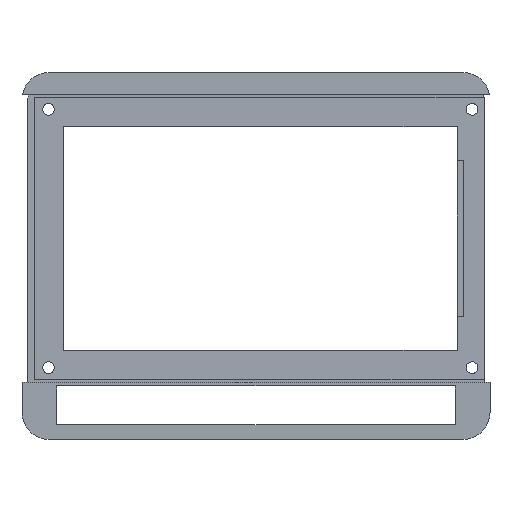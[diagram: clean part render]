
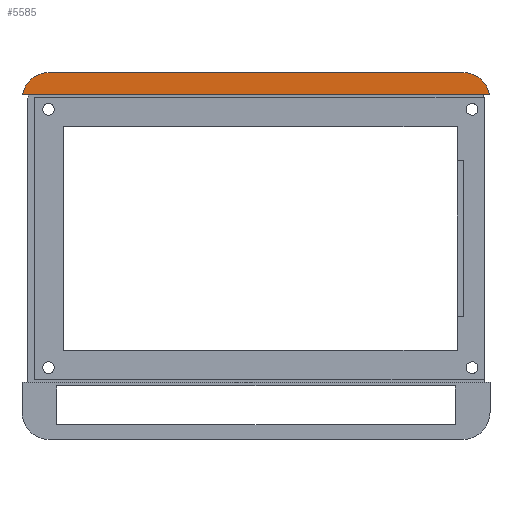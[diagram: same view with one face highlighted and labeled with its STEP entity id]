
A CAD part, top view. The second image highlights one B-rep face of the part: STEP entity #5585.
In plain terms, the highlighted planar face has unit normal (0, 0, 1).
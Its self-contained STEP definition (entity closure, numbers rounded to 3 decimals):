
#1946 = PLANE('',#1947);
#1947 = AXIS2_PLACEMENT_3D('',#1948,#1949,#1950);
#1948 = CARTESIAN_POINT('',(130.7,83.025,5.6));
#1949 = DIRECTION('',(0.,1.,-0.));
#1950 = DIRECTION('',(-1.,0.,0.));
#4465 = EDGE_CURVE('',#4466,#4468,#4470,.T.);
#4466 = VERTEX_POINT('',#4467);
#4467 = CARTESIAN_POINT('',(120.27,83.025,5.6));
#4468 = VERTEX_POINT('',#4469);
#4469 = CARTESIAN_POINT('',(-120.27,83.025,5.6));
#4470 = SURFACE_CURVE('',#4471,(#4475,#4482),.PCURVE_S1.);
#4471 = LINE('',#4472,#4473);
#4472 = CARTESIAN_POINT('',(130.7,83.025,5.6));
#4473 = VECTOR('',#4474,1.);
#4474 = DIRECTION('',(-1.,0.,0.));
#4475 = PCURVE('',#1946,#4476);
#4476 = DEFINITIONAL_REPRESENTATION('',(#4477),#4481);
#4477 = LINE('',#4478,#4479);
#4478 = CARTESIAN_POINT('',(0.,0.));
#4479 = VECTOR('',#4480,1.);
#4480 = DIRECTION('',(1.,0.));
#4481 = ( GEOMETRIC_REPRESENTATION_CONTEXT(2) 
PARAMETRIC_REPRESENTATION_CONTEXT() REPRESENTATION_CONTEXT('2D SPACE',''
  ) );
#4482 = PCURVE('',#4483,#4488);
#4483 = PLANE('',#4484);
#4484 = AXIS2_PLACEMENT_3D('',#4485,#4486,#4487);
#4485 = CARTESIAN_POINT('',(-120.5,-94.5,5.6));
#4486 = DIRECTION('',(0.,0.,1.));
#4487 = DIRECTION('',(1.,0.,0.));
#4488 = DEFINITIONAL_REPRESENTATION('',(#4489),#4493);
#4489 = LINE('',#4490,#4491);
#4490 = CARTESIAN_POINT('',(251.2,177.525));
#4491 = VECTOR('',#4492,1.);
#4492 = DIRECTION('',(-1.,0.));
#4493 = ( GEOMETRIC_REPRESENTATION_CONTEXT(2) 
PARAMETRIC_REPRESENTATION_CONTEXT() REPRESENTATION_CONTEXT('2D SPACE',''
  ) );
#4510 = CYLINDRICAL_SURFACE('',#4511,14.);
#4511 = AXIS2_PLACEMENT_3D('',#4512,#4513,#4514);
#4512 = CARTESIAN_POINT('',(106.5,80.5,4.1));
#4513 = DIRECTION('',(0.,0.,1.));
#4514 = DIRECTION('',(0.,1.,0.));
#4579 = CYLINDRICAL_SURFACE('',#4580,14.);
#4580 = AXIS2_PLACEMENT_3D('',#4581,#4582,#4583);
#4581 = CARTESIAN_POINT('',(-106.5,80.5,4.1));
#4582 = DIRECTION('',(0.,0.,1.));
#4583 = DIRECTION('',(-1.,-0.,0.));
#5449 = PLANE('',#5450);
#5450 = AXIS2_PLACEMENT_3D('',#5451,#5452,#5453);
#5451 = CARTESIAN_POINT('',(-120.5,94.5,4.1));
#5452 = DIRECTION('',(0.,1.,0.));
#5453 = DIRECTION('',(0.,0.,1.));
#5585 = ADVANCED_FACE('',(#5586),#4483,.T.);
#5586 = FACE_BOUND('',#5587,.T.);
#5587 = EDGE_LOOP('',(#5588,#5616,#5617,#5645));
#5588 = ORIENTED_EDGE('',*,*,#5589,.F.);
#5589 = EDGE_CURVE('',#4468,#5590,#5592,.T.);
#5590 = VERTEX_POINT('',#5591);
#5591 = CARTESIAN_POINT('',(-106.5,94.5,5.6));
#5592 = SURFACE_CURVE('',#5593,(#5598,#5609),.PCURVE_S1.);
#5593 = CIRCLE('',#5594,14.);
#5594 = AXIS2_PLACEMENT_3D('',#5595,#5596,#5597);
#5595 = CARTESIAN_POINT('',(-106.5,80.5,5.6));
#5596 = DIRECTION('',(-0.,-0.,-1.));
#5597 = DIRECTION('',(0.,-1.,0.));
#5598 = PCURVE('',#4483,#5599);
#5599 = DEFINITIONAL_REPRESENTATION('',(#5600),#5608);
#5600 = ( BOUNDED_CURVE() B_SPLINE_CURVE(2,(#5601,#5602,#5603,#5604,
#5605,#5606,#5607),.UNSPECIFIED.,.T.,.F.) B_SPLINE_CURVE_WITH_KNOTS((1,2
    ,2,2,2,1),(-2.094,0.,2.094,4.189,
6.283,8.378),.UNSPECIFIED.) CURVE() 
GEOMETRIC_REPRESENTATION_ITEM() RATIONAL_B_SPLINE_CURVE((1.,0.5,1.,0.5,
1.,0.5,1.)) REPRESENTATION_ITEM('') );
#5601 = CARTESIAN_POINT('',(14.,161.));
#5602 = CARTESIAN_POINT('',(-10.249,161.));
#5603 = CARTESIAN_POINT('',(1.876,182.));
#5604 = CARTESIAN_POINT('',(14.,203.));
#5605 = CARTESIAN_POINT('',(26.124,182.));
#5606 = CARTESIAN_POINT('',(38.249,161.));
#5607 = CARTESIAN_POINT('',(14.,161.));
#5608 = ( GEOMETRIC_REPRESENTATION_CONTEXT(2) 
PARAMETRIC_REPRESENTATION_CONTEXT() REPRESENTATION_CONTEXT('2D SPACE',''
  ) );
#5609 = PCURVE('',#4579,#5610);
#5610 = DEFINITIONAL_REPRESENTATION('',(#5611),#5615);
#5611 = LINE('',#5612,#5613);
#5612 = CARTESIAN_POINT('',(1.571,1.5));
#5613 = VECTOR('',#5614,1.);
#5614 = DIRECTION('',(-1.,0.));
#5615 = ( GEOMETRIC_REPRESENTATION_CONTEXT(2) 
PARAMETRIC_REPRESENTATION_CONTEXT() REPRESENTATION_CONTEXT('2D SPACE',''
  ) );
#5616 = ORIENTED_EDGE('',*,*,#4465,.F.);
#5617 = ORIENTED_EDGE('',*,*,#5618,.F.);
#5618 = EDGE_CURVE('',#5619,#4466,#5621,.T.);
#5619 = VERTEX_POINT('',#5620);
#5620 = CARTESIAN_POINT('',(106.5,94.5,5.6));
#5621 = SURFACE_CURVE('',#5622,(#5627,#5638),.PCURVE_S1.);
#5622 = CIRCLE('',#5623,14.);
#5623 = AXIS2_PLACEMENT_3D('',#5624,#5625,#5626);
#5624 = CARTESIAN_POINT('',(106.5,80.5,5.6));
#5625 = DIRECTION('',(-0.,-0.,-1.));
#5626 = DIRECTION('',(0.,-1.,0.));
#5627 = PCURVE('',#4483,#5628);
#5628 = DEFINITIONAL_REPRESENTATION('',(#5629),#5637);
#5629 = ( BOUNDED_CURVE() B_SPLINE_CURVE(2,(#5630,#5631,#5632,#5633,
#5634,#5635,#5636),.UNSPECIFIED.,.T.,.F.) B_SPLINE_CURVE_WITH_KNOTS((1,2
    ,2,2,2,1),(-2.094,0.,2.094,4.189,
6.283,8.378),.UNSPECIFIED.) CURVE() 
GEOMETRIC_REPRESENTATION_ITEM() RATIONAL_B_SPLINE_CURVE((1.,0.5,1.,0.5,
1.,0.5,1.)) REPRESENTATION_ITEM('') );
#5630 = CARTESIAN_POINT('',(227.,161.));
#5631 = CARTESIAN_POINT('',(202.751,161.));
#5632 = CARTESIAN_POINT('',(214.876,182.));
#5633 = CARTESIAN_POINT('',(227.,203.));
#5634 = CARTESIAN_POINT('',(239.124,182.));
#5635 = CARTESIAN_POINT('',(251.249,161.));
#5636 = CARTESIAN_POINT('',(227.,161.));
#5637 = ( GEOMETRIC_REPRESENTATION_CONTEXT(2) 
PARAMETRIC_REPRESENTATION_CONTEXT() REPRESENTATION_CONTEXT('2D SPACE',''
  ) );
#5638 = PCURVE('',#4510,#5639);
#5639 = DEFINITIONAL_REPRESENTATION('',(#5640),#5644);
#5640 = LINE('',#5641,#5642);
#5641 = CARTESIAN_POINT('',(3.142,1.5));
#5642 = VECTOR('',#5643,1.);
#5643 = DIRECTION('',(-1.,0.));
#5644 = ( GEOMETRIC_REPRESENTATION_CONTEXT(2) 
PARAMETRIC_REPRESENTATION_CONTEXT() REPRESENTATION_CONTEXT('2D SPACE',''
  ) );
#5645 = ORIENTED_EDGE('',*,*,#5646,.F.);
#5646 = EDGE_CURVE('',#5590,#5619,#5647,.T.);
#5647 = SURFACE_CURVE('',#5648,(#5652,#5659),.PCURVE_S1.);
#5648 = LINE('',#5649,#5650);
#5649 = CARTESIAN_POINT('',(-120.5,94.5,5.6));
#5650 = VECTOR('',#5651,1.);
#5651 = DIRECTION('',(1.,0.,0.));
#5652 = PCURVE('',#4483,#5653);
#5653 = DEFINITIONAL_REPRESENTATION('',(#5654),#5658);
#5654 = LINE('',#5655,#5656);
#5655 = CARTESIAN_POINT('',(0.,189.));
#5656 = VECTOR('',#5657,1.);
#5657 = DIRECTION('',(1.,0.));
#5658 = ( GEOMETRIC_REPRESENTATION_CONTEXT(2) 
PARAMETRIC_REPRESENTATION_CONTEXT() REPRESENTATION_CONTEXT('2D SPACE',''
  ) );
#5659 = PCURVE('',#5449,#5660);
#5660 = DEFINITIONAL_REPRESENTATION('',(#5661),#5665);
#5661 = LINE('',#5662,#5663);
#5662 = CARTESIAN_POINT('',(1.5,0.));
#5663 = VECTOR('',#5664,1.);
#5664 = DIRECTION('',(0.,1.));
#5665 = ( GEOMETRIC_REPRESENTATION_CONTEXT(2) 
PARAMETRIC_REPRESENTATION_CONTEXT() REPRESENTATION_CONTEXT('2D SPACE',''
  ) );
